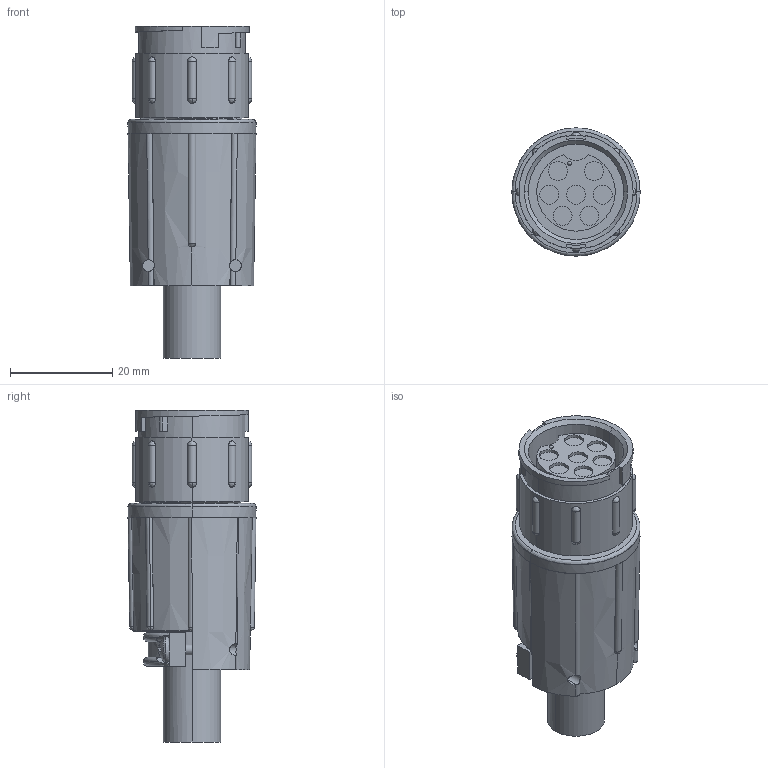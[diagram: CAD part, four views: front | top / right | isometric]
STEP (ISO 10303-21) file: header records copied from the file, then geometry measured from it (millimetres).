
FILE_DESCRIPTION (( 'STEP AP203' ), '1' );
FILE_NAME ('15182-7SG-321.STEP', '2013-09-13T19:52:46', ( 'J0FPBF1' ), ( '' ), 'SwSTEP 2.0', 'SolidWorks 2012', '' );
FILE_SCHEMA (( 'CONFIG_CONTROL_DESIGN' ));
Length unit declared in the file: inch
Products named in the file (1): 15182-7SG-321
Bounding box: 25.1 x 25.1 x 64.97 mm (x, y, z)
Volume: 20286.8 mm3; surface area: 7281.4 mm2
Topology: 1 solids, 1 shells, 246 faces, 654 edges, 405 vertices
Faces by surface type: plane 101, cylinder 78, bspline 58, cone 9
Entity records: 9272 total; most frequent: CARTESIAN_POINT 3714, ORIENTED_EDGE 1248, DIRECTION 1022, EDGE_CURVE 624, VERTEX_POINT 405, AXIS2_PLACEMENT_3D 401, EDGE_LOOP 275, FACE_OUTER_BOUND 246
